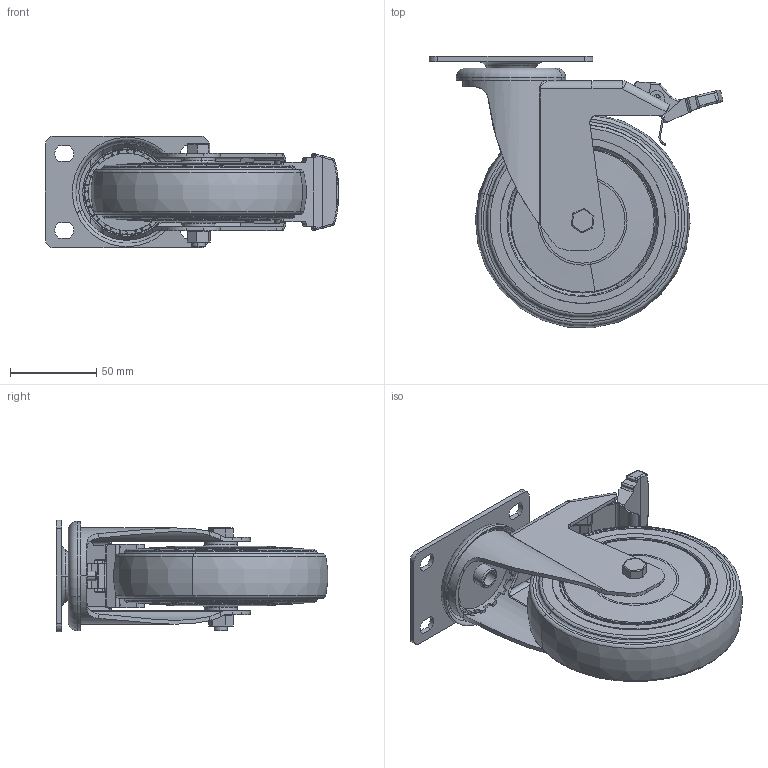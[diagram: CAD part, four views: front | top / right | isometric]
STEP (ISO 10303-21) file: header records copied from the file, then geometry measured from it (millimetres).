
FILE_DESCRIPTION (( 'STEP AP214' ), '1' );
FILE_NAME ('Plate Mt 125mm Swivel Caster_Total Brake-125kg(00DCA-3400-002-00).step', '2023-08-23T13:41:55', ( '' ), ( '' ), 'SwSTEP 2.0', 'SolidWorks 2020', '' );
FILE_SCHEMA (( 'AUTOMOTIVE_DESIGN' ));
Length unit declared in the file: millimetre
Products named in the file (1): Plate Mt 125mm Swivel Caster_Total Brake-125kg(00DCA-3400-002-00)
Bounding box: 170.44 x 157.54 x 65 mm (x, y, z)
Volume: 329620.5 mm3; surface area: 149811.6 mm2
Topology: 15 solids, 15 shells, 605 faces, 1565 edges, 992 vertices
Faces by surface type: cylinder 279, plane 214, torus 80, cone 14, bspline 12, sphere 6
Entity records: 26422 total; most frequent: CARTESIAN_POINT 4918, ORIENTED_EDGE 3106, DIRECTION 3078, EDGE_CURVE 1553, AXIS2_PLACEMENT_3D 1174, VERTEX_POINT 988, VECTOR 730, LINE 730
